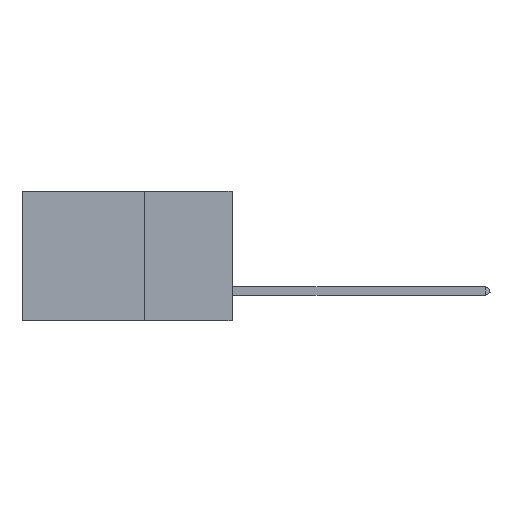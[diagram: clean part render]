
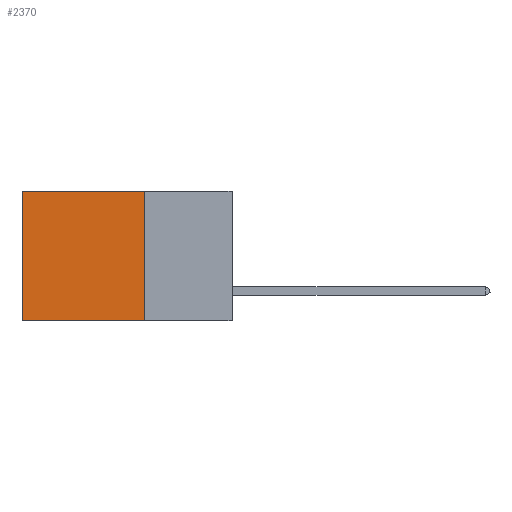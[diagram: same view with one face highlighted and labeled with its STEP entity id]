
A CAD part, left-side view. The second image highlights one B-rep face of the part: STEP entity #2370.
In plain terms, the highlighted planar face has unit normal (-1, 0, 0).
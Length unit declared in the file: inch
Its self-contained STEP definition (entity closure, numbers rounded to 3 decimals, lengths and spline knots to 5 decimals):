
#801 = VERTEX_POINT ( 'NONE', #12096 ) ;
#2370 = ADVANCED_FACE ( 'NONE', ( #12632 ), #14065, .F. ) ;
#2867 = ORIENTED_EDGE ( 'NONE', *, *, #11179, .F. ) ;
#3139 = DIRECTION ( 'NONE',  ( 0., 1., 0. ) ) ;
#3266 = DIRECTION ( 'NONE',  ( 0., 0., -1. ) ) ;
#3416 = EDGE_CURVE ( 'NONE', #14104, #801, #3995, .T. ) ;
#3656 = DIRECTION ( 'NONE',  ( 0., 1., 0. ) ) ;
#3995 = LINE ( 'NONE', #10274, #10575 ) ;
#4345 = EDGE_CURVE ( 'NONE', #5893, #14104, #6746, .T. ) ;
#4783 = LINE ( 'NONE', #18670, #17964 ) ;
#5291 = ORIENTED_EDGE ( 'NONE', *, *, #4345, .T. ) ;
#5893 = VERTEX_POINT ( 'NONE', #20010 ) ;
#6746 = LINE ( 'NONE', #19287, #12582 ) ;
#6920 = VECTOR ( 'NONE', #13672, 39.37008 ) ;
#9405 = ORIENTED_EDGE ( 'NONE', *, *, #3416, .T. ) ;
#10274 = CARTESIAN_POINT ( 'NONE',  ( 0.2875, 0.6, 0. ) ) ;
#10492 = EDGE_LOOP ( 'NONE', ( #9405, #10790, #2867, #5291 ) ) ;
#10575 = VECTOR ( 'NONE', #19432, 39.37008 ) ;
#10790 = ORIENTED_EDGE ( 'NONE', *, *, #17317, .F. ) ;
#11179 = EDGE_CURVE ( 'NONE', #5893, #19243, #20036, .T. ) ;
#11861 = AXIS2_PLACEMENT_3D ( 'NONE', #18801, #15902, #3266 ) ;
#12096 = CARTESIAN_POINT ( 'NONE',  ( 0.2875, 0.6, -0.37 ) ) ;
#12582 = VECTOR ( 'NONE', #3656, 39.37008 ) ;
#12632 = FACE_OUTER_BOUND ( 'NONE', #10492, .T. ) ;
#13672 = DIRECTION ( 'NONE',  ( 0., 0., -1. ) ) ;
#14065 = PLANE ( 'NONE',  #11861 ) ;
#14104 = VERTEX_POINT ( 'NONE', #18238 ) ;
#15902 = DIRECTION ( 'NONE',  ( 1., 0., 0. ) ) ;
#17317 = EDGE_CURVE ( 'NONE', #19243, #801, #4783, .T. ) ;
#17964 = VECTOR ( 'NONE', #3139, 39.37008 ) ;
#18206 = CARTESIAN_POINT ( 'NONE',  ( 0.2875, 0.25, -0.37 ) ) ;
#18238 = CARTESIAN_POINT ( 'NONE',  ( 0.2875, 0.6, 0. ) ) ;
#18670 = CARTESIAN_POINT ( 'NONE',  ( 0.2875, 0.25, -0.37 ) ) ;
#18801 = CARTESIAN_POINT ( 'NONE',  ( 0.2875, 0.25, 0. ) ) ;
#19243 = VERTEX_POINT ( 'NONE', #18206 ) ;
#19287 = CARTESIAN_POINT ( 'NONE',  ( 0.2875, 0.25, 0. ) ) ;
#19432 = DIRECTION ( 'NONE',  ( 0., 0., -1. ) ) ;
#20010 = CARTESIAN_POINT ( 'NONE',  ( 0.2875, 0.25, 0. ) ) ;
#20036 = LINE ( 'NONE', #20146, #6920 ) ;
#20146 = CARTESIAN_POINT ( 'NONE',  ( 0.2875, 0.25, 0. ) ) ;
